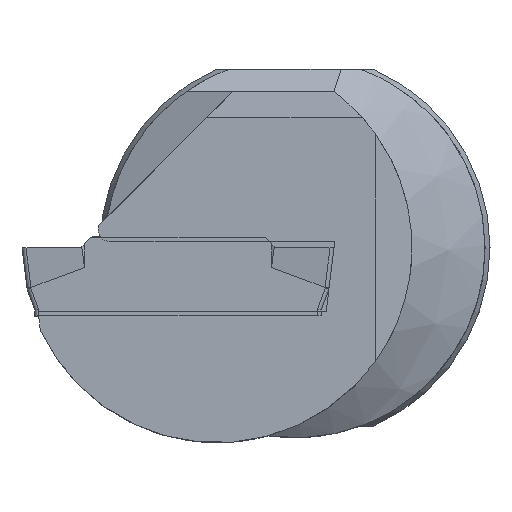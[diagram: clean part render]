
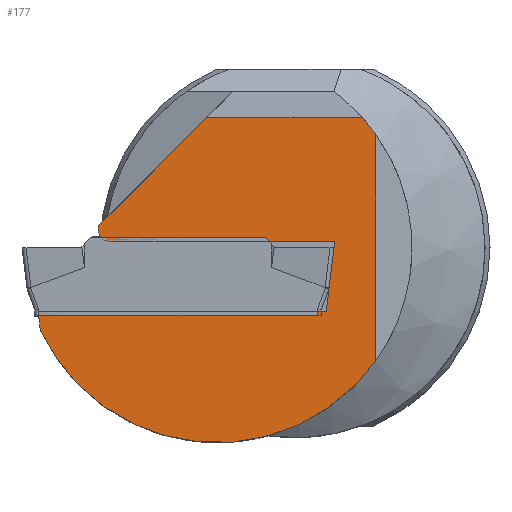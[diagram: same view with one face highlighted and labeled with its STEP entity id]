
A CAD part, left-side view. The second image highlights one B-rep face of the part: STEP entity #177.
In plain terms, the highlighted planar face has unit normal (-1, 0, 0).
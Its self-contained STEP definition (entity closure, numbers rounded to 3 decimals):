
#45=CIRCLE('',#1301,10.);
#46=CIRCLE('',#1302,10.);
#47=CIRCLE('',#1303,0.6);
#177=ADVANCED_FACE('',(#285),#226,.T.);
#226=PLANE('',#1304);
#285=FACE_OUTER_BOUND('',#351,.T.);
#351=EDGE_LOOP('',(#603,#604,#605,#606,#607,#608,#609,#610,#611,#612));
#603=ORIENTED_EDGE('',*,*,#950,.T.);
#604=ORIENTED_EDGE('',*,*,#951,.F.);
#605=ORIENTED_EDGE('',*,*,#952,.F.);
#606=ORIENTED_EDGE('',*,*,#953,.F.);
#607=ORIENTED_EDGE('',*,*,#954,.F.);
#608=ORIENTED_EDGE('',*,*,#955,.T.);
#609=ORIENTED_EDGE('',*,*,#956,.F.);
#610=ORIENTED_EDGE('',*,*,#957,.T.);
#611=ORIENTED_EDGE('',*,*,#958,.T.);
#612=ORIENTED_EDGE('',*,*,#959,.T.);
#801=VERTEX_POINT('',#1988);
#802=VERTEX_POINT('',#1989);
#803=VERTEX_POINT('',#1991);
#804=VERTEX_POINT('',#1993);
#805=VERTEX_POINT('',#1995);
#806=VERTEX_POINT('',#1997);
#807=VERTEX_POINT('',#1999);
#808=VERTEX_POINT('',#2001);
#809=VERTEX_POINT('',#2003);
#810=VERTEX_POINT('',#2005);
#950=EDGE_CURVE('',#801,#802,#1087,.T.);
#951=EDGE_CURVE('',#803,#802,#1088,.T.);
#952=EDGE_CURVE('',#804,#803,#45,.T.);
#953=EDGE_CURVE('',#805,#804,#1089,.T.);
#954=EDGE_CURVE('',#806,#805,#46,.T.);
#955=EDGE_CURVE('',#806,#807,#1090,.T.);
#956=EDGE_CURVE('',#808,#807,#1091,.T.);
#957=EDGE_CURVE('',#808,#809,#47,.T.);
#958=EDGE_CURVE('',#809,#810,#1092,.T.);
#959=EDGE_CURVE('',#810,#801,#1093,.T.);
#1087=LINE('',#1987,#1204);
#1088=LINE('',#1990,#1205);
#1089=LINE('',#1994,#1206);
#1090=LINE('',#1998,#1207);
#1091=LINE('',#2000,#1208);
#1092=LINE('',#2004,#1209);
#1093=LINE('',#2006,#1210);
#1204=VECTOR('',#1564,1.);
#1205=VECTOR('',#1565,1.);
#1206=VECTOR('',#1568,1.);
#1207=VECTOR('',#1571,1.);
#1208=VECTOR('',#1572,1.);
#1209=VECTOR('',#1575,1.);
#1210=VECTOR('',#1576,1.);
#1301=AXIS2_PLACEMENT_3D('',#1992,#1566,#1567);
#1302=AXIS2_PLACEMENT_3D('',#1996,#1569,#1570);
#1303=AXIS2_PLACEMENT_3D('',#2002,#1573,#1574);
#1304=AXIS2_PLACEMENT_3D('',#2007,#1577,#1578);
#1564=DIRECTION('',(0.,1.,0.));
#1565=DIRECTION('',(0.,0.122,0.993));
#1566=DIRECTION('',(1.,0.,0.));
#1567=DIRECTION('',(0.,0.,1.));
#1568=DIRECTION('',(0.,0.,-1.));
#1569=DIRECTION('',(1.,0.,0.));
#1570=DIRECTION('',(0.,0.,1.));
#1571=DIRECTION('',(0.,1.,0.));
#1572=DIRECTION('',(0.,-0.707,0.707));
#1573=DIRECTION('',(-1.,0.,0.));
#1574=DIRECTION('',(0.,1.,0.));
#1575=DIRECTION('',(0.,-1.,0.));
#1576=DIRECTION('',(0.,0.122,-0.993));
#1577=DIRECTION('',(-1.,0.,0.));
#1578=DIRECTION('',(0.,0.,1.));
#1987=CARTESIAN_POINT('',(0.15,14.,-3.275));
#1988=CARTESIAN_POINT('',(0.15,-1.598,-3.275));
#1989=CARTESIAN_POINT('',(0.15,13.177,-3.275));
#1990=CARTESIAN_POINT('',(0.15,13.378,-1.643));
#1991=CARTESIAN_POINT('',(0.15,13.06,-4.233));
#1992=CARTESIAN_POINT('',(0.15,4.,0.));
#1993=CARTESIAN_POINT('',(0.15,-4.15,-5.795));
#1994=CARTESIAN_POINT('',(0.15,-4.15,0.));
#1995=CARTESIAN_POINT('',(0.15,-4.15,5.795));
#1996=CARTESIAN_POINT('',(0.15,4.,0.));
#1997=CARTESIAN_POINT('',(0.15,-3.45,6.671));
#1998=CARTESIAN_POINT('',(0.15,0.,6.671));
#1999=CARTESIAN_POINT('',(0.15,4.529,6.671));
#2000=CARTESIAN_POINT('',(0.15,5.6,5.6));
#2001=CARTESIAN_POINT('',(0.15,10.056,1.144));
#2002=CARTESIAN_POINT('',(0.15,9.497,0.925));
#2003=CARTESIAN_POINT('',(0.15,9.497,0.325));
#2004=CARTESIAN_POINT('',(0.15,1.908,0.325));
#2005=CARTESIAN_POINT('',(0.15,-2.04,0.325));
#2006=CARTESIAN_POINT('',(0.15,-1.716,-2.313));
#2007=CARTESIAN_POINT('',(0.15,0.,0.));
